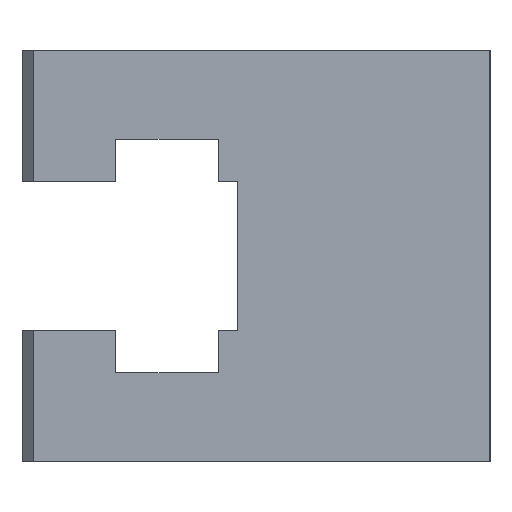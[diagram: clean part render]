
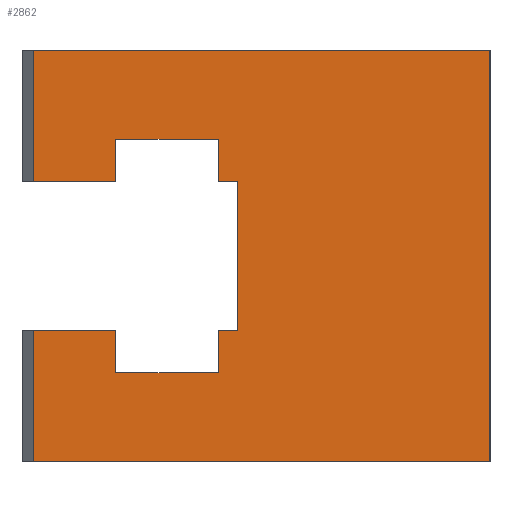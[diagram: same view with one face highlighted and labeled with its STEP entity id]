
A CAD part, left-side view. The second image highlights one B-rep face of the part: STEP entity #2862.
In plain terms, the highlighted planar face has unit normal (-1, 0, 0).
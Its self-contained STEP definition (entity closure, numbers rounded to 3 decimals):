
#2862=ADVANCED_FACE('',(#5819),#5820,.F.);
#5819=FACE_OUTER_BOUND('',#8872,.T.);
#5820=PLANE('',#8873);
#8872=EDGE_LOOP('',(#17822,#17823,#17824,#17825,#17826,#17827,#17828,#17829,#17830,#17831,#17832,#17833,#17834,#17835,#17836,#17837));
#8873=AXIS2_PLACEMENT_3D('',#17838,#17839,#17840);
#17822=ORIENTED_EDGE('',*,*,#23015,.T.);
#17823=ORIENTED_EDGE('',*,*,#19856,.T.);
#17824=ORIENTED_EDGE('',*,*,#23017,.T.);
#17825=ORIENTED_EDGE('',*,*,#23018,.T.);
#17826=ORIENTED_EDGE('',*,*,#19582,.T.);
#17827=ORIENTED_EDGE('',*,*,#19760,.T.);
#17828=ORIENTED_EDGE('',*,*,#19763,.T.);
#17829=ORIENTED_EDGE('',*,*,#19766,.T.);
#17830=ORIENTED_EDGE('',*,*,#20612,.T.);
#17831=ORIENTED_EDGE('',*,*,#23019,.T.);
#17832=ORIENTED_EDGE('',*,*,#19774,.T.);
#17833=ORIENTED_EDGE('',*,*,#19795,.T.);
#17834=ORIENTED_EDGE('',*,*,#23013,.T.);
#17835=ORIENTED_EDGE('',*,*,#23020,.F.);
#17836=ORIENTED_EDGE('',*,*,#23021,.F.);
#17837=ORIENTED_EDGE('',*,*,#21002,.F.);
#17838=CARTESIAN_POINT('',(-75.0,25.0,0.0));
#17839=DIRECTION('',(1.0,0.0,0.0));
#17840=DIRECTION('',(0.0,0.0,-1.0));
#19582=EDGE_CURVE('',#23891,#23889,#23892,.T.);
#19760=EDGE_CURVE('',#23889,#24198,#24200,.T.);
#19763=EDGE_CURVE('',#24198,#24202,#24204,.T.);
#19766=EDGE_CURVE('',#24202,#24206,#24208,.T.);
#19774=EDGE_CURVE('',#24220,#24218,#24221,.T.);
#19795=EDGE_CURVE('',#24218,#24258,#24260,.T.);
#19856=EDGE_CURVE('',#24363,#24361,#24364,.T.);
#20612=EDGE_CURVE('',#24206,#25736,#25738,.T.);
#21002=EDGE_CURVE('',#26497,#26499,#26500,.T.);
#23013=EDGE_CURVE('',#24258,#29000,#29002,.T.);
#23015=EDGE_CURVE('',#26497,#24363,#29004,.T.);
#23017=EDGE_CURVE('',#24361,#29006,#29007,.T.);
#23018=EDGE_CURVE('',#29006,#23891,#29008,.T.);
#23019=EDGE_CURVE('',#25736,#24220,#29009,.T.);
#23020=EDGE_CURVE('',#29010,#29000,#29011,.T.);
#23021=EDGE_CURVE('',#26499,#29010,#29012,.T.);
#23889=VERTEX_POINT('',#30063);
#23891=VERTEX_POINT('',#30066);
#23892=LINE('',#30067,#30068);
#24198=VERTEX_POINT('',#30498);
#24200=LINE('',#30501,#30502);
#24202=VERTEX_POINT('',#30504);
#24204=LINE('',#30507,#30508);
#24206=VERTEX_POINT('',#30510);
#24208=LINE('',#30513,#30514);
#24218=VERTEX_POINT('',#30528);
#24220=VERTEX_POINT('',#30531);
#24221=LINE('',#30532,#30533);
#24258=VERTEX_POINT('',#30588);
#24260=LINE('',#30591,#30592);
#24361=VERTEX_POINT('',#30742);
#24363=VERTEX_POINT('',#30745);
#24364=LINE('',#30746,#30747);
#25736=VERTEX_POINT('',#32719);
#25738=LINE('',#32722,#32723);
#26497=VERTEX_POINT('',#33863);
#26499=VERTEX_POINT('',#33866);
#26500=LINE('',#33867,#33868);
#29000=VERTEX_POINT('',#37570);
#29002=LINE('',#37573,#37574);
#29004=LINE('',#37576,#37577);
#29006=VERTEX_POINT('',#37579);
#29007=LINE('',#37580,#37581);
#29008=LINE('',#37582,#37583);
#29009=LINE('',#37584,#37585);
#29010=VERTEX_POINT('',#37586);
#29011=LINE('',#37587,#37588);
#29012=LINE('',#37589,#37590);
#30063=CARTESIAN_POINT('',(-75.0,29.0,8.0));
#30066=CARTESIAN_POINT('',(-75.0,29.0,12.5));
#30067=CARTESIAN_POINT('',(-75.0,29.0,0.0));
#30068=VECTOR('',#38538,1.0);
#30498=CARTESIAN_POINT('',(-75.0,27.0,8.0));
#30501=CARTESIAN_POINT('',(-75.0,31.75,8.0));
#30502=VECTOR('',#38754,1.0);
#30504=CARTESIAN_POINT('',(-75.0,27.0,-8.0));
#30507=CARTESIAN_POINT('',(-75.0,27.0,0.0));
#30508=VECTOR('',#38756,1.0);
#30510=CARTESIAN_POINT('',(-75.0,29.0,-8.0));
#30513=CARTESIAN_POINT('',(-75.0,31.75,-8.0));
#30514=VECTOR('',#38758,1.0);
#30528=CARTESIAN_POINT('',(-75.0,40.0,-8.0));
#30531=CARTESIAN_POINT('',(-75.0,40.0,-12.5));
#30532=CARTESIAN_POINT('',(-75.0,40.0,0.0));
#30533=VECTOR('',#38764,1.0);
#30588=CARTESIAN_POINT('',(-75.0,48.75,-8.0));
#30591=CARTESIAN_POINT('',(-75.0,31.75,-8.0));
#30592=VECTOR('',#38784,1.0);
#30742=CARTESIAN_POINT('',(-75.0,40.0,8.0));
#30745=CARTESIAN_POINT('',(-75.0,48.75,8.0));
#30746=CARTESIAN_POINT('',(-75.0,31.75,8.0));
#30747=VECTOR('',#38838,1.0);
#32719=CARTESIAN_POINT('',(-75.0,29.0,-12.5));
#32722=CARTESIAN_POINT('',(-75.0,29.0,0.0));
#32723=VECTOR('',#39722,1.0);
#33863=CARTESIAN_POINT('',(-75.0,48.75,22.0));
#33866=CARTESIAN_POINT('',(-75.0,0.0,22.0));
#33867=CARTESIAN_POINT('',(-75.0,25.0,22.0));
#33868=VECTOR('',#40108,1.0);
#37570=CARTESIAN_POINT('',(-75.0,48.75,-22.0));
#37573=CARTESIAN_POINT('',(-75.0,48.75,0.0));
#37574=VECTOR('',#41471,1.0);
#37576=CARTESIAN_POINT('',(-75.0,48.75,0.0));
#37577=VECTOR('',#41472,1.0);
#37579=CARTESIAN_POINT('',(-75.0,40.0,12.5));
#37580=CARTESIAN_POINT('',(-75.0,40.0,0.0));
#37581=VECTOR('',#41473,1.0);
#37582=CARTESIAN_POINT('',(-75.0,29.75,12.5));
#37583=VECTOR('',#41474,1.0);
#37584=CARTESIAN_POINT('',(-75.0,29.75,-12.5));
#37585=VECTOR('',#41475,1.0);
#37586=CARTESIAN_POINT('',(-75.0,0.0,-22.0));
#37587=CARTESIAN_POINT('',(-75.0,25.0,-22.0));
#37588=VECTOR('',#41476,1.0);
#37589=CARTESIAN_POINT('',(-75.0,0.0,0.0));
#37590=VECTOR('',#41477,1.0);
#38538=DIRECTION('',(0.0,0.0,-1.0));
#38754=DIRECTION('',(0.0,-1.0,0.0));
#38756=DIRECTION('',(0.0,0.0,-1.0));
#38758=DIRECTION('',(0.0,1.0,0.0));
#38764=DIRECTION('',(0.0,0.0,1.0));
#38784=DIRECTION('',(0.0,1.0,0.0));
#38838=DIRECTION('',(0.0,-1.0,0.0));
#39722=DIRECTION('',(0.0,0.0,-1.0));
#40108=DIRECTION('',(0.0,-1.0,0.0));
#41471=DIRECTION('',(0.0,0.0,-1.0));
#41472=DIRECTION('',(0.0,0.0,-1.0));
#41473=DIRECTION('',(0.0,0.0,1.0));
#41474=DIRECTION('',(0.0,-1.0,0.0));
#41475=DIRECTION('',(0.0,1.0,0.0));
#41476=DIRECTION('',(0.0,1.0,0.0));
#41477=DIRECTION('',(0.0,0.0,-1.0));
